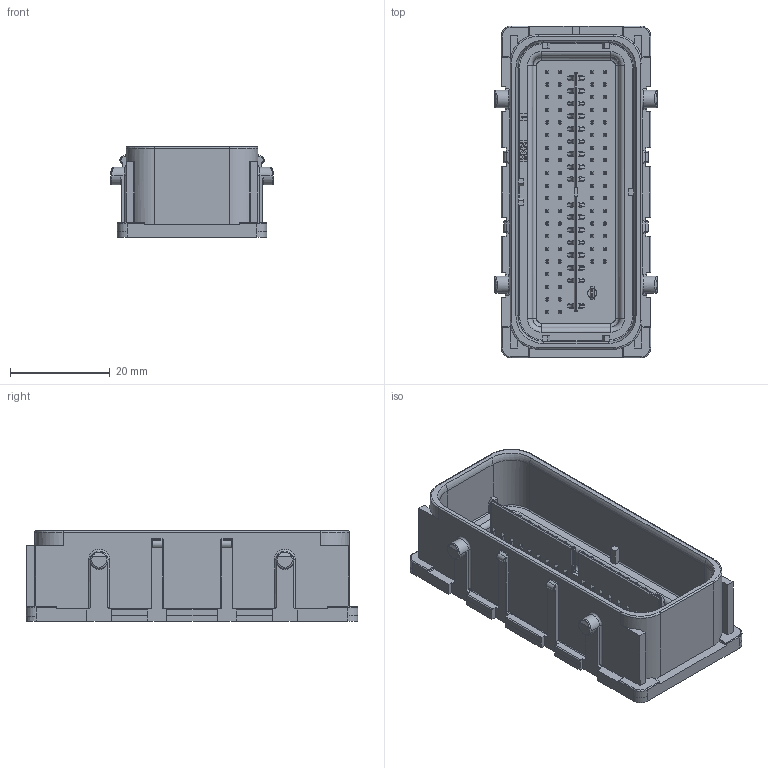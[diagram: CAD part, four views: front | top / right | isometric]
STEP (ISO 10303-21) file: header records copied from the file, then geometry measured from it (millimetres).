
FILE_DESCRIPTION(/* description */ (''),/* implementation_level */ '2;1');
FILE_NAME(/* name */ 'KeyA_Black.stp',/* time_stamp */ '2016-03-30T15:50:49-04:00',/* author */ (''),/* organization */ (''),/* preprocessor_version */ 'ST-DEVELOPER v15',/* originating_system */ 'SIEMENS PLM Software NX 8.5',/* authorisation */ '');
FILE_SCHEMA (('CONFIG_CONTROL_DESIGN'));
Products named in the file (1): KeyA_Black
Bounding box: 32.68 x 66.68 x 18.25 mm (x, y, z)
Volume: 10476.5 mm3; surface area: 12699.8 mm2
Topology: 1 solids, 1 shells, 4032 faces, 9823 edges, 5875 vertices
Faces by surface type: cylinder 1406, plane 1257, bspline 1063, cone 288, torus 16, extrusion 2
Entity records: 206670 total; most frequent: CARTESIAN_POINT 124435, ORIENTED_EDGE 19646, DIRECTION 12385, EDGE_CURVE 9823, VERTEX_POINT 5875, B_SPLINE_CURVE_WITH_KNOTS 4442, VECTOR 4269, LINE 4267
